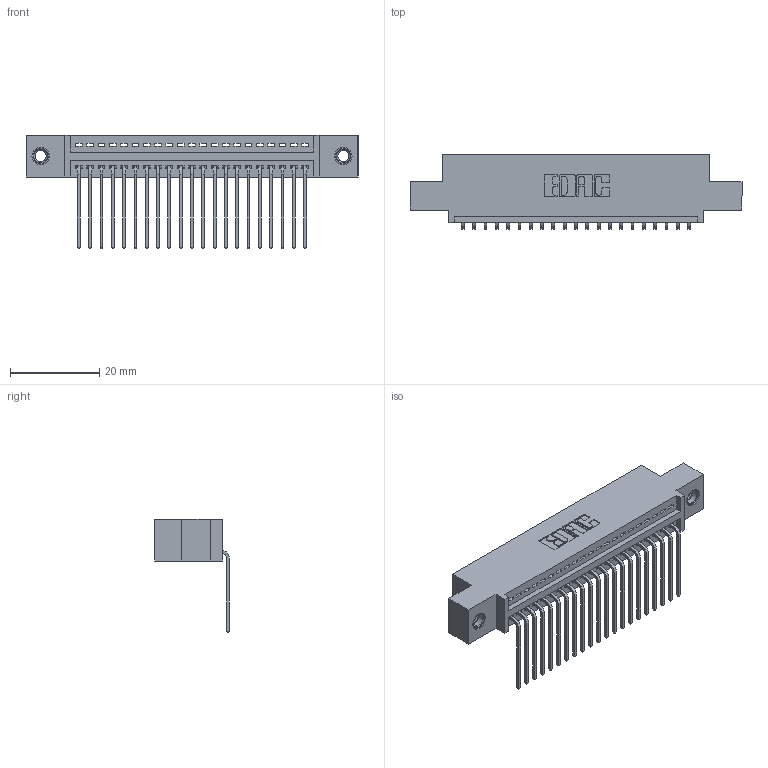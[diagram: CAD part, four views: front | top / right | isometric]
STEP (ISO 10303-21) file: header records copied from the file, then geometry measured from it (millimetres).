
FILE_DESCRIPTION (( 'STEP AP203' ), '1' );
FILE_NAME ('395-021-559-407.STEP', '2018-11-07T23:49:57', ( '' ), ( '' ), 'SwSTEP 2.0', 'SolidWorks 2016', '' );
FILE_SCHEMA (( 'CONFIG_CONTROL_DESIGN' ));
Length unit declared in the file: inch
Products named in the file (4): 345-292-001_558 559 Tail - 1; 345-250-001_345-250-005-103; 395-021-559-407; 345 Part_0.110 Offset - 0.156 Dia-TI
Assembly tree (24 placements, depth 2):
  395-021-559-407
    345 Part_0.110 Offset - 0.156 Dia-TI
    345-292-001_558 559 Tail - 1  x21
    345-250-001_345-250-005-103  x2
Bounding box: 74.55 x 16.75 x 25.53 mm (x, y, z)
Volume: 6891.8 mm3; surface area: 9398.7 mm2
Topology: 24 solids, 24 shells, 1450 faces, 4311 edges, 2838 vertices
Faces by surface type: plane 998, cylinder 436, cone 12, torus 4
Entity records: 20034 total; most frequent: CARTESIAN_POINT 3454, ORIENTED_EDGE 3402, DIRECTION 3073, EDGE_CURVE 1701, VECTOR 1465, LINE 1465, VERTEX_POINT 1128, AXIS2_PLACEMENT_3D 804
